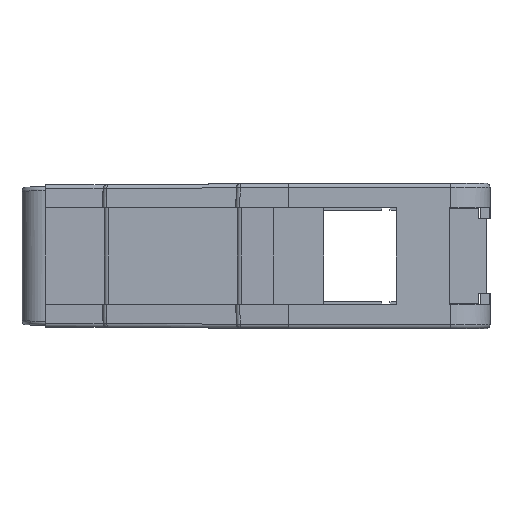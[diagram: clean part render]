
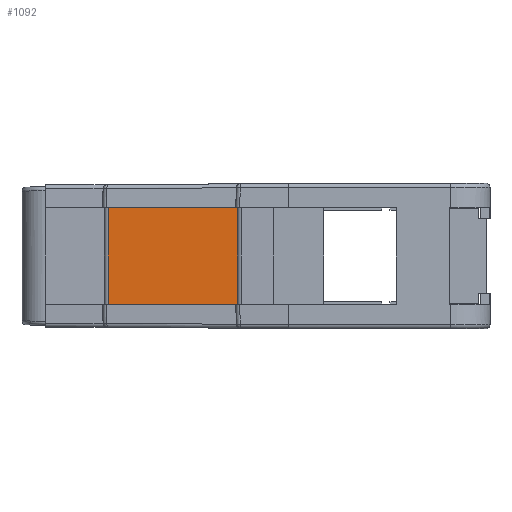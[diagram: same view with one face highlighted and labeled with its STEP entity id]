
A CAD part, left-side view. The second image highlights one B-rep face of the part: STEP entity #1092.
In plain terms, the highlighted planar face has unit normal (-1, 0, 0).
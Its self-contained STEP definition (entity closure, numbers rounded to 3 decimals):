
#81 = VERTEX_POINT ( 'NONE', #22657 ) ;
#423 = CARTESIAN_POINT ( 'NONE',  ( -30.806, 19.693, -15. ) ) ;
#1092 = ADVANCED_FACE ( 'NONE', ( #22352 ), #12552, .F. ) ;
#1574 = EDGE_CURVE ( 'NONE', #20041, #18489, #22940, .T. ) ;
#2718 = ORIENTED_EDGE ( 'NONE', *, *, #1574, .T. ) ;
#3013 = CARTESIAN_POINT ( 'NONE',  ( -30.806, 35.695, -109.824 ) ) ;
#4653 = DIRECTION ( 'NONE',  ( 1., 0., 0. ) ) ;
#5039 = DIRECTION ( 'NONE',  ( 0., 0., 1. ) ) ;
#5058 = CARTESIAN_POINT ( 'NONE',  ( -30.806, 35.695, -15. ) ) ;
#6639 = DIRECTION ( 'NONE',  ( 0., 1., 0. ) ) ;
#7323 = LINE ( 'NONE', #5058, #20861 ) ;
#8993 = DIRECTION ( 'NONE',  ( 0., 1., 0. ) ) ;
#9043 = DIRECTION ( 'NONE',  ( 0., 0., 1. ) ) ;
#9197 = EDGE_CURVE ( 'NONE', #19282, #81, #7323, .T. ) ;
#10208 = ORIENTED_EDGE ( 'NONE', *, *, #9197, .F. ) ;
#10508 = CARTESIAN_POINT ( 'NONE',  ( -30.806, 35.695, -3. ) ) ;
#10939 = CARTESIAN_POINT ( 'NONE',  ( -30.806, 35.695, -109.824 ) ) ;
#11650 = EDGE_CURVE ( 'NONE', #19282, #20041, #19038, .T. ) ;
#12173 = CARTESIAN_POINT ( 'NONE',  ( -30.806, 35.695, -3. ) ) ;
#12552 = PLANE ( 'NONE',  #24906 ) ;
#13974 = VECTOR ( 'NONE', #5039, 1000. ) ;
#14212 = CARTESIAN_POINT ( 'NONE',  ( -30.806, 19.693, -3. ) ) ;
#14403 = EDGE_CURVE ( 'NONE', #81, #18489, #17080, .T. ) ;
#15123 = EDGE_LOOP ( 'NONE', ( #19246, #10208, #21838, #2718 ) ) ;
#17080 = LINE ( 'NONE', #10939, #13974 ) ;
#18419 = VECTOR ( 'NONE', #9043, 1000. ) ;
#18489 = VERTEX_POINT ( 'NONE', #10508 ) ;
#19038 = LINE ( 'NONE', #24598, #18419 ) ;
#19246 = ORIENTED_EDGE ( 'NONE', *, *, #14403, .F. ) ;
#19282 = VERTEX_POINT ( 'NONE', #423 ) ;
#20041 = VERTEX_POINT ( 'NONE', #14212 ) ;
#20861 = VECTOR ( 'NONE', #8993, 1000. ) ;
#21838 = ORIENTED_EDGE ( 'NONE', *, *, #11650, .T. ) ;
#22352 = FACE_OUTER_BOUND ( 'NONE', #15123, .T. ) ;
#22619 = VECTOR ( 'NONE', #24276, 1000. ) ;
#22657 = CARTESIAN_POINT ( 'NONE',  ( -30.806, 35.695, -15. ) ) ;
#22940 = LINE ( 'NONE', #12173, #22619 ) ;
#24276 = DIRECTION ( 'NONE',  ( 0., 1., 0. ) ) ;
#24598 = CARTESIAN_POINT ( 'NONE',  ( -30.806, 19.693, -109.824 ) ) ;
#24906 = AXIS2_PLACEMENT_3D ( 'NONE', #3013, #4653, #6639 ) ;
